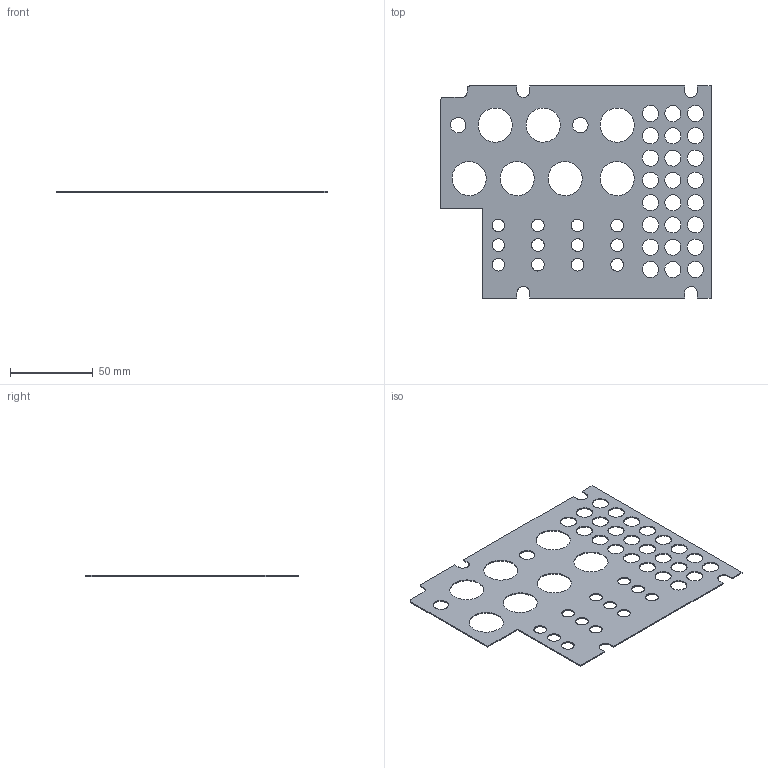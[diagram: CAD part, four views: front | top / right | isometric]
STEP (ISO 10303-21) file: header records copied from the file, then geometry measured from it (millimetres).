
FILE_DESCRIPTION (('STEP'), '1');
FILE_NAME ('DFAM Build overlay extruded right.stp', '2023-08-08T21:15:40', ('Unknown'), ('Unknown'), 'HarmonyWare STEP v2.1.9', 'HarmonyWare Translators', '');
FILE_SCHEMA (('CONFIG_CONTROL_DESIGN'));
Length unit declared in the file: millimetre
Products named in the file (2): Build overlay extruded right
Assembly tree (1 placements, depth 2):
  (unnamed)
    Build overlay extruded right
Bounding box: 163.87 x 128.5 x 0.65 mm (x, y, z)
Volume: 9457.4 mm3; surface area: 30502 mm2
Topology: 1 solids, 1 shells, 113 faces, 333 edges, 222 vertices
Faces by surface type: bspline 113
Entity records: 4684 total; most frequent: CARTESIAN_POINT 2542, ORIENTED_EDGE 666, EDGE_CURVE 333, VERTEX_POINT 222, EDGE_LOOP 203, B_SPLINE_CURVE_WITH_KNOTS 149, FACE_OUTER_BOUND 113, ADVANCED_FACE 113
